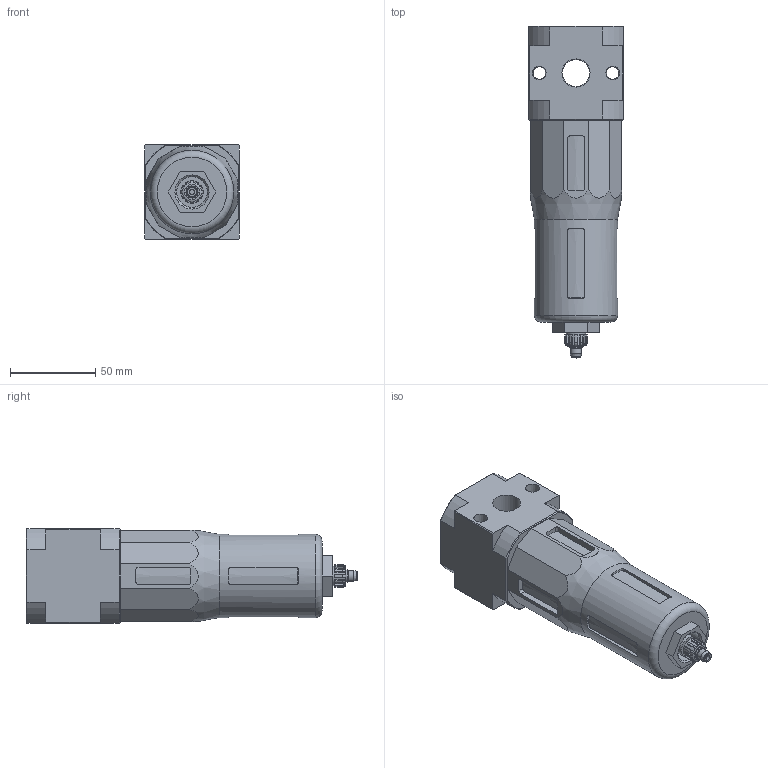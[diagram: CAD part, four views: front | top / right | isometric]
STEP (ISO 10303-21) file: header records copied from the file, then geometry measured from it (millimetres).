
FILE_DESCRIPTION(/* description */ ('STEP AP214'),/* implementation_level */ '2;1');
FILE_NAME(/* name */ '546459_LF-D-5M-MIDI-U',/* time_stamp */ '2024-08-29T22:16:37+02:00',/* author */ ('License CC BY-ND 4.0'),/* organization */ ('CADENAS'),/* preprocessor_version */ 'ST-DEVELOPER v19.3',/* originating_system */ 'PARTsolutions',/* authorisation */ ' ');
FILE_SCHEMA (('AUTOMOTIVE_DESIGN {1 0 10303 214 3 1 1}'));
Length unit declared in the file: millimetre
Products named in the file (3): 546459 LF-D-5M-MIDI-U; 127308 LF-D-5M-MIDI; 648415 LF
Assembly tree (2 placements, depth 2):
  546459 LF-D-5M-MIDI-U
    127308 LF-D-5M-MIDI
    648415 LF
Bounding box: 55 x 194.2 x 55 mm (x, y, z)
Volume: 380420.4 mm3; surface area: 45116.3 mm2
Topology: 2 solids, 2 shells, 225 faces, 582 edges, 380 vertices
Faces by surface type: plane 126, cylinder 67, cone 23, torus 9
Full cylindrical faces by diameter (mm): 3 x1, 5.6 x1, 6.4 x1, 6.8 x1, 7.1 x1, 9 x1, 11.2 x1, 12.6 x1, 16 x1, 16.4 x1, 18 x1, 26.4 x1, 30.8 x1, 48.7 x1, 52 x1
Entity records: 8070 total; most frequent: CARTESIAN_POINT 1644, ORIENTED_EDGE 1094, DIRECTION 1036, EDGE_CURVE 547, AXIS2_PLACEMENT_3D 385, VERTEX_POINT 373, EDGE_LOOP 280, FACE_BOUND 280
